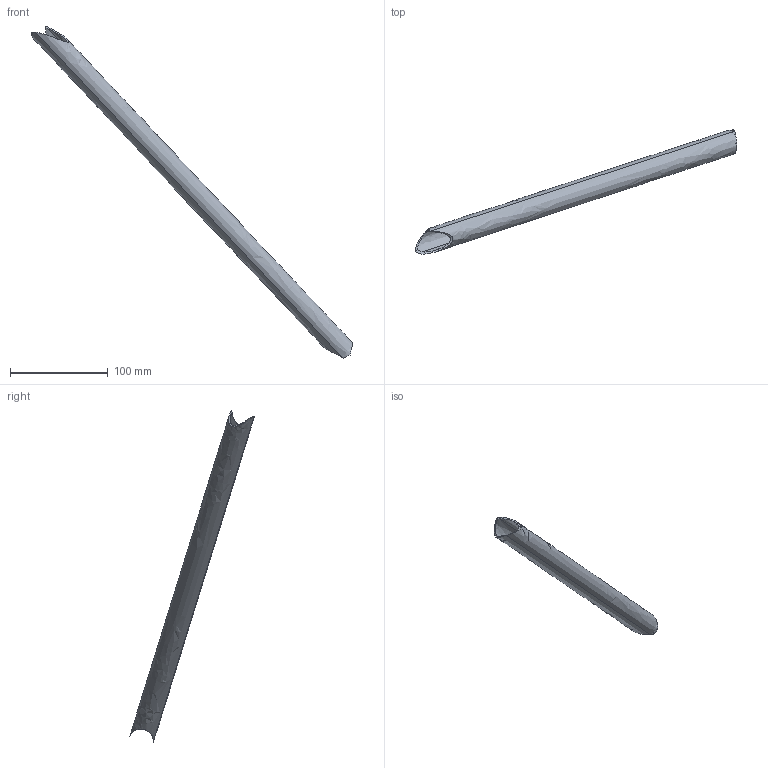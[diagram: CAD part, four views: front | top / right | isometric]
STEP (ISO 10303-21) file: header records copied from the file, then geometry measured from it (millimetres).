
FILE_DESCRIPTION(('CATIA V5 STEP Exchange'),'2;1');
FILE_NAME('923.stp','2017-12-21T20:56:36+00:00',('none'),('none'),'CATIA Version 5 Release 19 SP 2 (IN-10)','CATIA V5 STEP AP203','none');
FILE_SCHEMA(('CONFIG_CONTROL_DESIGN'));
Length unit declared in the file: millimetre
Products named in the file (1): Shape_923
Bounding box: 328.21 x 127.5 x 339.14 mm (x, y, z)
Volume: 49562.6 mm3; surface area: 66529.8 mm2
Topology: 1 solids, 1 shells, 16 faces, 48 edges, 33 vertices
Faces by surface type: cylinder 6, extrusion 6, bspline 4
Entity records: 1005 total; most frequent: CARTESIAN_POINT 638, ORIENTED_EDGE 94, EDGE_CURVE 47, B_SPLINE_CURVE_WITH_KNOTS 44, VERTEX_POINT 31, DIRECTION 18, ADVANCED_FACE 16, EDGE_LOOP 16
